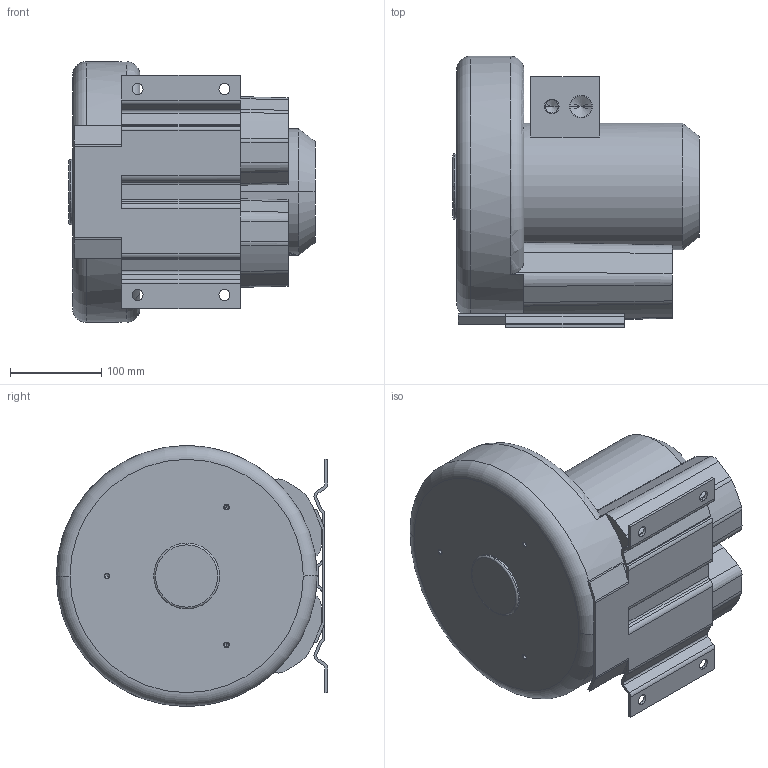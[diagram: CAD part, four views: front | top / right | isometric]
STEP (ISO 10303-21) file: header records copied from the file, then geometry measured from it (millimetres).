
FILE_DESCRIPTION((''),'2;1');
FILE_NAME('VSC0140_1MT700_','2014-07-31T',('rnennstiel'),('vacuvane vacuum technology gmbh'),'PRO/ENGINEER BY PARAMETRIC TECHNOLOGY CORPORATION, 2010140','PRO/ENGINEER BY PARAMETRIC TECHNOLOGY CORPORATION, 2010140','');
FILE_SCHEMA(('AUTOMOTIVE_DESIGN_CC2 { 1 2 10303 214 -1 1 5 2 }'));
Length unit declared in the file: millimetre
Products named in the file (1): VSC0140_1MT700_
Bounding box: 269 x 296.7 x 285 mm (x, y, z)
Volume: 9157218.3 mm3; surface area: 532793 mm2
Topology: 1 solids, 16 shells, 942 faces, 2588 edges, 1705 vertices
Faces by surface type: extrusion 414, plane 327, cylinder 148, cone 48, torus 5
Entity records: 33130 total; most frequent: CARTESIAN_POINT 10437, ORIENTED_EDGE 5056, DIRECTION 3512, EDGE_CURVE 2558, VERTEX_POINT 1705, VECTOR 1636, B_SPLINE_CURVE_WITH_KNOTS 1341, LINE 1222
